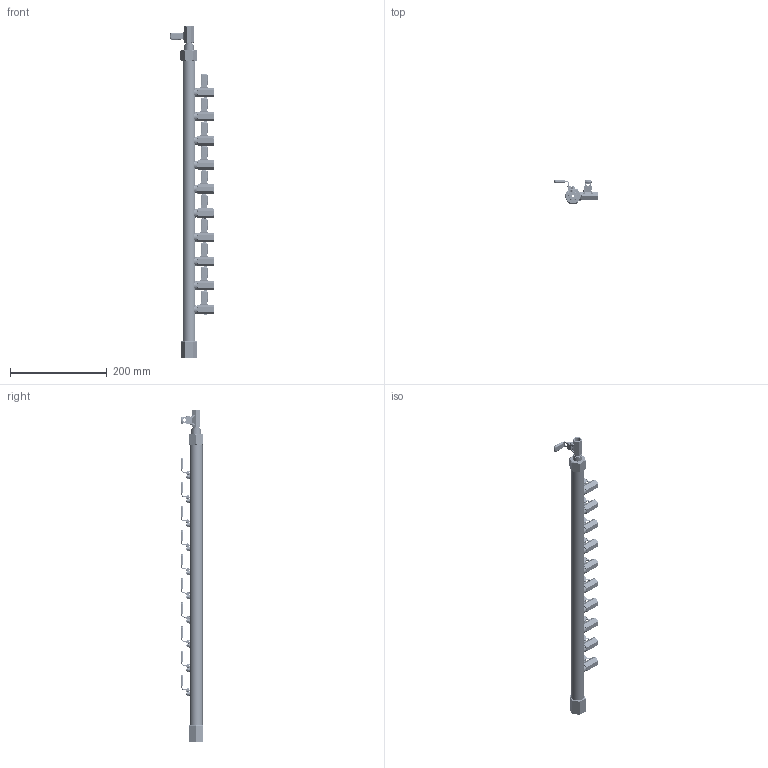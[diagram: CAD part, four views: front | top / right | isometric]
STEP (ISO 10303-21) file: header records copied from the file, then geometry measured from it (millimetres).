
FILE_DESCRIPTION (( 'STEP AP214' ), '1' );
FILE_NAME ('AH34RP10SL-14RCSR AH34 Series 10 Way Single Sided Stainless Steel Instrument Air Manifold.STEP', '2020-03-01T21:18:41', ( '' ), ( '' ), 'SwSTEP 2.0', 'SolidWorks 2020', '' );
FILE_SCHEMA (( 'AUTOMOTIVE_DESIGN' ));
Length unit declared in the file: millimetre
Products named in the file (27): 5mm Nylon Washer; D1T-HL red sleeve_D1T-HL Closed; 3-4 BSPT Coupler; m5 Nut; White letter colouring block; SLIDE_LOCK; AH34RP10SL-14RCSR AH34 Series 10 Way Single Sided Stainless Steel Instrument Air Manifold; D1T-HL Valve Body; BACK_P; STEM; 5mm SS Washer; F-CAP; AH34RP10SL-14RCSR AH34 Series RH 10 Way Single Sided Manifold; Manifold Adaptor; 5mm SS Lock Washer; D1T-HL Handle Cover; Lever
Assembly tree (157 placements, depth 3):
  AH34RP10SL-14RCSR AH34 Series 10 Way Single Sided Stainless Steel Instrument Air Manifold
    AH34RP10SL-14RCSR AH34 Series RH 10 Way Single Sided Manifold
    Manifold Adaptor
    D1T-HL red sleeve_D1T-HL Closed
      D1T-HL Valve Body
      STEM
      BACK_P
      F-CAP
      SLIDE_LOCK
      Lever
      5mm Nylon Washer
      5mm SS Washer  x2
      5mm SS Lock Washer
      m5 Nut
      D1T-HL Handle Cover
      White letter colouring block
    D1T-HL red sleeve_D1T-HL Closed
      D1T-HL Valve Body
      STEM
      BACK_P
      F-CAP
      SLIDE_LOCK
      Lever
      5mm Nylon Washer
      5mm SS Washer  x2
      5mm SS Lock Washer
      m5 Nut
      D1T-HL Handle Cover
      White letter colouring block
    D1T-HL red sleeve_D1T-HL Closed
      D1T-HL Valve Body
      STEM
      BACK_P
      F-CAP
      SLIDE_LOCK
      Lever
      5mm Nylon Washer
      5mm SS Washer  x2
      5mm SS Lock Washer
      m5 Nut
      D1T-HL Handle Cover
      White letter colouring block
    D1T-HL red sleeve_D1T-HL Closed
      D1T-HL Valve Body
      STEM
      BACK_P
      F-CAP
      SLIDE_LOCK
      Lever
      5mm Nylon Washer
      5mm SS Washer  x2
      5mm SS Lock Washer
      m5 Nut
      D1T-HL Handle Cover
      White letter colouring block
    D1T-HL red sleeve_D1T-HL Closed
      D1T-HL Valve Body
      STEM
      BACK_P
      F-CAP
Bounding box: 91.8 x 47.35 x 688 mm (x, y, z)
Volume: 310953.5 mm3; surface area: 233903.1 mm2
Topology: 179 solids, 179 shells, 6118 faces, 15536 edges, 9970 vertices
Faces by surface type: plane 2760, cylinder 1573, bspline 1027, torus 572, cone 186
Entity records: 52680 total; most frequent: CARTESIAN_POINT 25709, ORIENTED_EDGE 4948, DIRECTION 4147, EDGE_CURVE 2474, VERTEX_POINT 1582, AXIS2_PLACEMENT_3D 1475, VECTOR 1197, LINE 1197
